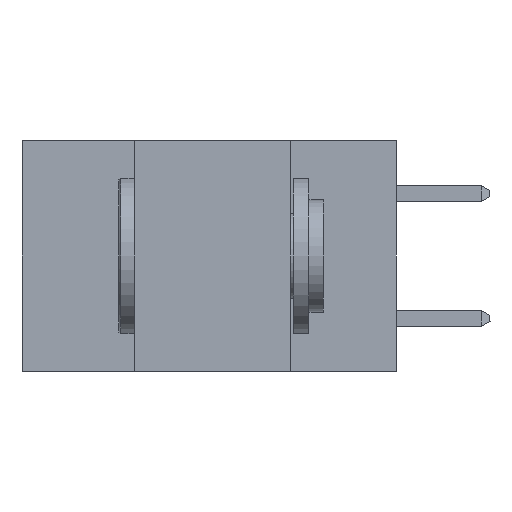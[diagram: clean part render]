
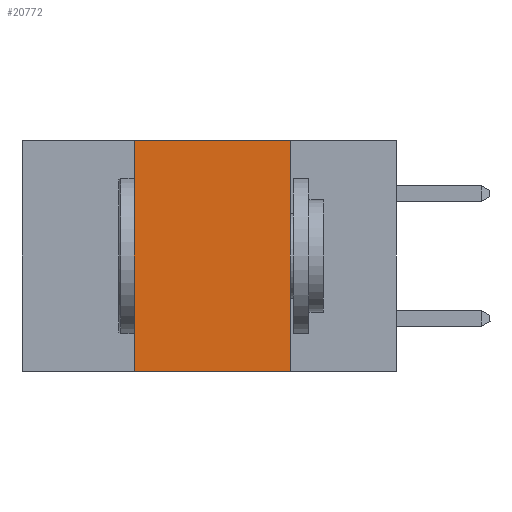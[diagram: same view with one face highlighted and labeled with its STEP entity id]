
A CAD part, left-side view. The second image highlights one B-rep face of the part: STEP entity #20772.
In plain terms, the highlighted planar face has unit normal (-1, 0, 0).
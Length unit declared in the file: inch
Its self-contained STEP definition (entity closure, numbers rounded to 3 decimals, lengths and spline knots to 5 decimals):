
#1457 = DIRECTION ( 'NONE',  ( 0., 0., -1. ) ) ;
#3296 = EDGE_CURVE ( 'NONE', #7381, #10208, #19037, .T. ) ;
#3320 = VERTEX_POINT ( 'NONE', #4392 ) ;
#3667 = VECTOR ( 'NONE', #23962, 39.37008 ) ;
#3896 = CARTESIAN_POINT ( 'NONE',  ( 0., 0.17, -0.37 ) ) ;
#4392 = CARTESIAN_POINT ( 'NONE',  ( 0., 0.42, -0.37 ) ) ;
#5257 = CARTESIAN_POINT ( 'NONE',  ( 0., 0.17, 0. ) ) ;
#5481 = FACE_OUTER_BOUND ( 'NONE', #15887, .T. ) ;
#5758 = LINE ( 'NONE', #5257, #20460 ) ;
#5856 = CARTESIAN_POINT ( 'NONE',  ( 0., 0.42, 0. ) ) ;
#6103 = AXIS2_PLACEMENT_3D ( 'NONE', #16886, #13114, #1457 ) ;
#6403 = EDGE_CURVE ( 'NONE', #3320, #7381, #20654, .T. ) ;
#7379 = LINE ( 'NONE', #19094, #22025 ) ;
#7381 = VERTEX_POINT ( 'NONE', #5856 ) ;
#8168 = VERTEX_POINT ( 'NONE', #3896 ) ;
#9035 = EDGE_CURVE ( 'NONE', #10208, #8168, #5758, .T. ) ;
#9296 = PLANE ( 'NONE',  #6103 ) ;
#10208 = VERTEX_POINT ( 'NONE', #23922 ) ;
#10539 = VECTOR ( 'NONE', #13504, 39.37008 ) ;
#13114 = DIRECTION ( 'NONE',  ( 1., 0., 0. ) ) ;
#13504 = DIRECTION ( 'NONE',  ( 0., 0., 1. ) ) ;
#13813 = EDGE_CURVE ( 'NONE', #3320, #8168, #7379, .T. ) ;
#14124 = ORIENTED_EDGE ( 'NONE', *, *, #9035, .F. ) ;
#14168 = CARTESIAN_POINT ( 'NONE',  ( 0., 0.42, 0. ) ) ;
#15887 = EDGE_LOOP ( 'NONE', ( #14124, #18683, #17529, #18688 ) ) ;
#16830 = DIRECTION ( 'NONE',  ( 0., 0., -1. ) ) ;
#16886 = CARTESIAN_POINT ( 'NONE',  ( 0., 0.6, 0. ) ) ;
#17529 = ORIENTED_EDGE ( 'NONE', *, *, #6403, .F. ) ;
#18683 = ORIENTED_EDGE ( 'NONE', *, *, #3296, .F. ) ;
#18688 = ORIENTED_EDGE ( 'NONE', *, *, #13813, .T. ) ;
#19037 = LINE ( 'NONE', #24955, #3667 ) ;
#19094 = CARTESIAN_POINT ( 'NONE',  ( 0., 0.6, -0.37 ) ) ;
#20460 = VECTOR ( 'NONE', #16830, 39.37008 ) ;
#20654 = LINE ( 'NONE', #14168, #10539 ) ;
#20772 = ADVANCED_FACE ( 'NONE', ( #5481 ), #9296, .F. ) ;
#21083 = DIRECTION ( 'NONE',  ( 0., -1., 0. ) ) ;
#22025 = VECTOR ( 'NONE', #21083, 39.37008 ) ;
#23922 = CARTESIAN_POINT ( 'NONE',  ( 0., 0.17, 0. ) ) ;
#23962 = DIRECTION ( 'NONE',  ( 0., -1., 0. ) ) ;
#24955 = CARTESIAN_POINT ( 'NONE',  ( 0., 0.6, 0. ) ) ;
